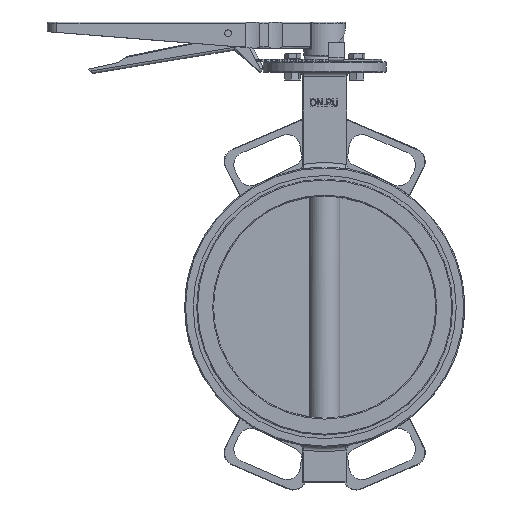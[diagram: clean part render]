
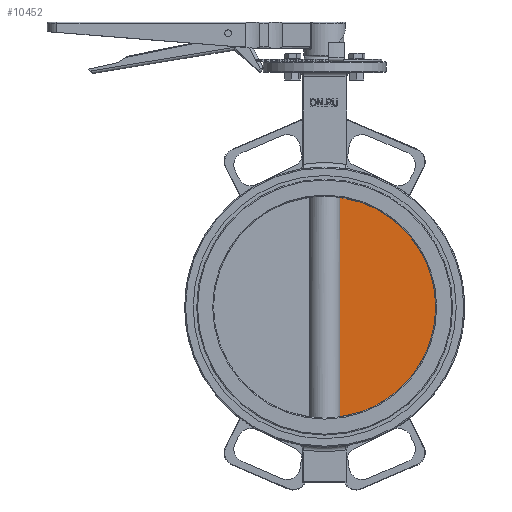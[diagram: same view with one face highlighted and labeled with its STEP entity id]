
A CAD part, top view. The second image highlights one B-rep face of the part: STEP entity #10452.
In plain terms, the highlighted planar face has unit normal (0, 0, 1).
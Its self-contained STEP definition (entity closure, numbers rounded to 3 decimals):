
#405=PLANE('',#11418);
#918=LINE('',#17304,#1733);
#1733=VECTOR('',#13250,10.);
#2634=FACE_OUTER_BOUND('',#3231,.T.);
#3231=EDGE_LOOP('',(#7863,#7864));
#3900=CIRCLE('',#11343,125.);
#4590=VERTEX_POINT('',#17103);
#4591=VERTEX_POINT('',#17134);
#5738=EDGE_CURVE('',#4590,#4591,#3900,.T.);
#5806=EDGE_CURVE('',#4590,#4591,#918,.T.);
#7863=ORIENTED_EDGE('',*,*,#5806,.T.);
#7864=ORIENTED_EDGE('',*,*,#5738,.F.);
#10452=ADVANCED_FACE('',(#2634),#405,.T.);
#11343=AXIS2_PLACEMENT_3D('',#17135,#13071,#13072);
#11418=AXIS2_PLACEMENT_3D('',#17311,#13260,#13261);
#13071=DIRECTION('center_axis',(0.,0.,-1.));
#13072=DIRECTION('ref_axis',(1.,0.,0.));
#13250=DIRECTION('',(0.,-1.,0.));
#13260=DIRECTION('center_axis',(0.,0.,1.));
#13261=DIRECTION('ref_axis',(1.,0.,0.));
#17103=CARTESIAN_POINT('',(17.146,123.818,3.5));
#17134=CARTESIAN_POINT('',(17.146,-123.818,3.5));
#17135=CARTESIAN_POINT('Origin',(0.,0.,3.5));
#17304=CARTESIAN_POINT('',(17.146,276.,3.5));
#17311=CARTESIAN_POINT('Origin',(0.,0.,3.5));
